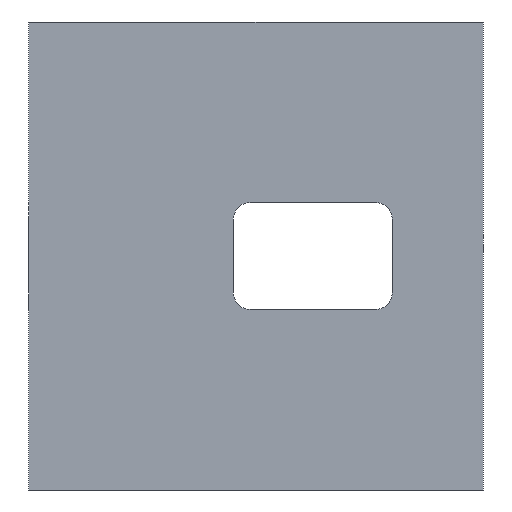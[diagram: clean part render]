
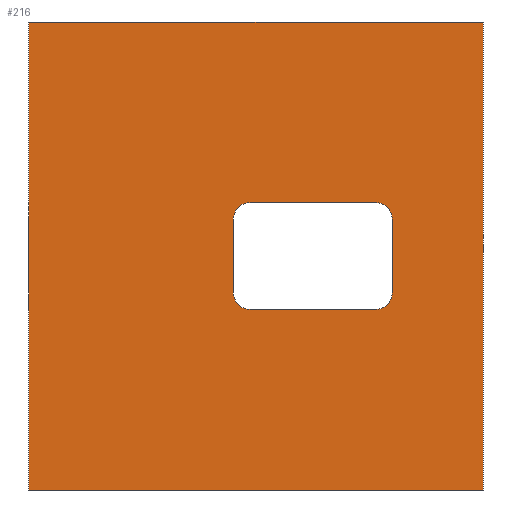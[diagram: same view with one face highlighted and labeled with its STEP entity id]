
A CAD part, front view. The second image highlights one B-rep face of the part: STEP entity #216.
In plain terms, the highlighted planar face has unit normal (0, -1, 0).
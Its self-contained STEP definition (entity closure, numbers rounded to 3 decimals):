
#216=ADVANCED_FACE('',(#248,#249),#250,.T.);
#248=FACE_BOUND('',#309,.T.);
#249=FACE_OUTER_BOUND('',#310,.T.);
#250=PLANE('',#311);
#309=EDGE_LOOP('',(#385,#386,#387,#388,#389,#390,#391,#392));
#310=EDGE_LOOP('',(#393,#394,#395,#396));
#311=AXIS2_PLACEMENT_3D('',#397,#398,#399);
#385=ORIENTED_EDGE('',*,*,#608,.T.);
#386=ORIENTED_EDGE('',*,*,#609,.T.);
#387=ORIENTED_EDGE('',*,*,#610,.T.);
#388=ORIENTED_EDGE('',*,*,#611,.T.);
#389=ORIENTED_EDGE('',*,*,#612,.T.);
#390=ORIENTED_EDGE('',*,*,#613,.T.);
#391=ORIENTED_EDGE('',*,*,#614,.T.);
#392=ORIENTED_EDGE('',*,*,#615,.T.);
#393=ORIENTED_EDGE('',*,*,#616,.T.);
#394=ORIENTED_EDGE('',*,*,#617,.T.);
#395=ORIENTED_EDGE('',*,*,#618,.F.);
#396=ORIENTED_EDGE('',*,*,#619,.F.);
#397=CARTESIAN_POINT('',(16.25,0.0,-14.0));
#398=DIRECTION('',(0.,-1.0,0.0));
#399=DIRECTION('',(1.0,0.,0.0));
#608=EDGE_CURVE('',#691,#692,#693,.F.);
#609=EDGE_CURVE('',#692,#694,#695,.T.);
#610=EDGE_CURVE('',#694,#696,#697,.F.);
#611=EDGE_CURVE('',#696,#698,#699,.T.);
#612=EDGE_CURVE('',#698,#700,#701,.F.);
#613=EDGE_CURVE('',#700,#702,#703,.T.);
#614=EDGE_CURVE('',#702,#704,#705,.F.);
#615=EDGE_CURVE('',#704,#691,#706,.T.);
#616=EDGE_CURVE('',#707,#708,#709,.T.);
#617=EDGE_CURVE('',#708,#710,#711,.T.);
#618=EDGE_CURVE('',#712,#710,#713,.T.);
#619=EDGE_CURVE('',#707,#712,#714,.T.);
#691=VERTEX_POINT('',#824);
#692=VERTEX_POINT('',#825);
#693=CIRCLE('',#826,1.0);
#694=VERTEX_POINT('',#827);
#695=LINE('',#828,#829);
#696=VERTEX_POINT('',#830);
#697=CIRCLE('',#831,1.0);
#698=VERTEX_POINT('',#832);
#699=LINE('',#833,#834);
#700=VERTEX_POINT('',#835);
#701=CIRCLE('',#836,1.0);
#702=VERTEX_POINT('',#837);
#703=LINE('',#838,#839);
#704=VERTEX_POINT('',#840);
#705=CIRCLE('',#841,1.0);
#706=LINE('',#842,#843);
#707=VERTEX_POINT('',#844);
#708=VERTEX_POINT('',#845);
#709=LINE('',#846,#847);
#710=VERTEX_POINT('',#848);
#711=LINE('',#849,#850);
#712=VERTEX_POINT('',#851);
#713=LINE('',#852,#853);
#714=LINE('',#854,#855);
#824=CARTESIAN_POINT('',(21.75,0.,-2.2));
#825=CARTESIAN_POINT('',(20.75,0.,-3.2));
#826=AXIS2_PLACEMENT_3D('',#994,#995,#996);
#827=CARTESIAN_POINT('',(13.25,0.0,-3.2));
#828=CARTESIAN_POINT('',(16.25,0.,-3.2));
#829=VECTOR('',#997,1.0);
#830=CARTESIAN_POINT('',(12.25,0.,-2.2));
#831=AXIS2_PLACEMENT_3D('',#998,#999,#1000);
#832=CARTESIAN_POINT('',(12.25,0.0,2.2));
#833=CARTESIAN_POINT('',(12.25,0.,-14.0));
#834=VECTOR('',#1001,1.0);
#835=CARTESIAN_POINT('',(13.25,0.0,3.2));
#836=AXIS2_PLACEMENT_3D('',#1002,#1003,#1004);
#837=CARTESIAN_POINT('',(20.75,0.,3.2));
#838=CARTESIAN_POINT('',(16.25,0.,3.2));
#839=VECTOR('',#1005,1.0);
#840=CARTESIAN_POINT('',(21.75,0.,2.2));
#841=AXIS2_PLACEMENT_3D('',#1006,#1007,#1008);
#842=CARTESIAN_POINT('',(21.75,0.,-14.0));
#843=VECTOR('',#1009,1.0);
#844=CARTESIAN_POINT('',(0.,0.0,-14.0));
#845=CARTESIAN_POINT('',(27.2,0.,-14.0));
#846=CARTESIAN_POINT('',(16.25,0.0,-14.0));
#847=VECTOR('',#1010,1.0);
#848=CARTESIAN_POINT('',(27.2,0.0,14.0));
#849=CARTESIAN_POINT('',(27.2,0.0,-45.962));
#850=VECTOR('',#1011,1.0);
#851=CARTESIAN_POINT('',(0.,0.0,14.0));
#852=CARTESIAN_POINT('',(16.25,0.0,14.0));
#853=VECTOR('',#1012,1.0);
#854=CARTESIAN_POINT('',(0.,0.0,-14.0));
#855=VECTOR('',#1013,1.0);
#994=CARTESIAN_POINT('',(20.75,0.,-2.2));
#995=DIRECTION('',(0.,-1.0,0.0));
#996=DIRECTION('',(1.0,0.,0.0));
#997=DIRECTION('',(-1.0,0.,0.));
#998=CARTESIAN_POINT('',(13.25,0.0,-2.2));
#999=DIRECTION('',(0.,-1.0,0.0));
#1000=DIRECTION('',(1.0,0.,0.0));
#1001=DIRECTION('',(0.0,0.0,1.0));
#1002=CARTESIAN_POINT('',(13.25,0.0,2.2));
#1003=DIRECTION('',(0.,-1.0,0.0));
#1004=DIRECTION('',(1.0,0.,0.0));
#1005=DIRECTION('',(1.0,0.,0.));
#1006=CARTESIAN_POINT('',(20.75,0.,2.2));
#1007=DIRECTION('',(0.,-1.0,0.0));
#1008=DIRECTION('',(1.0,0.,0.0));
#1009=DIRECTION('',(0.0,0.0,-1.0));
#1010=DIRECTION('',(1.0,0.,0.0));
#1011=DIRECTION('',(0.0,0.0,1.0));
#1012=DIRECTION('',(1.0,0.,0.0));
#1013=DIRECTION('',(0.0,0.0,1.0));
